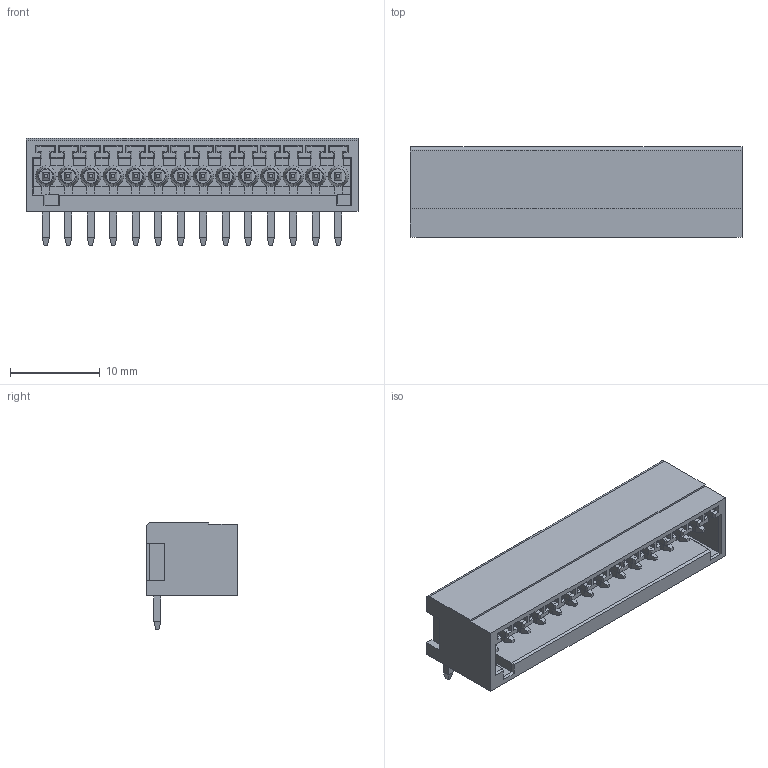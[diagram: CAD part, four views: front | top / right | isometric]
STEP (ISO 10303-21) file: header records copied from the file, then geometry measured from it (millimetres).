
FILE_DESCRIPTION(('FreeCAD Model'),'2;1');
FILE_NAME('OQ_14P_2_5.step' ,'2020-09-28T12:45:38',('kicad StepUp'),('ksu MCAD'), 'Open CASCADE STEP processor 7.3','FreeCAD','Unknown');
FILE_SCHEMA(('AUTOMOTIVE_DESIGN { 1 0 10303 214 1 1 1 1 }'));
Length unit declared in the file: millimetre
Products named in the file (1): OQ_14P_2_5
Bounding box: 36.9 x 10.1 x 11.9 mm (x, y, z)
Volume: 1577.8 mm3; surface area: 3944.5 mm2
Topology: 1 solids, 29 shells, 1541 faces, 3938 edges, 2478 vertices
Faces by surface type: plane 1332, cylinder 155, cone 28, torus 26
Entity records: 46871 total; most frequent: CARTESIAN_POINT 9834, ORIENTED_EDGE 7876, DIRECTION 7112, EDGE_CURVE 3938, LINE 3568, VECTOR 3568, VERTEX_POINT 2478, AXIS2_PLACEMENT_3D 1772
